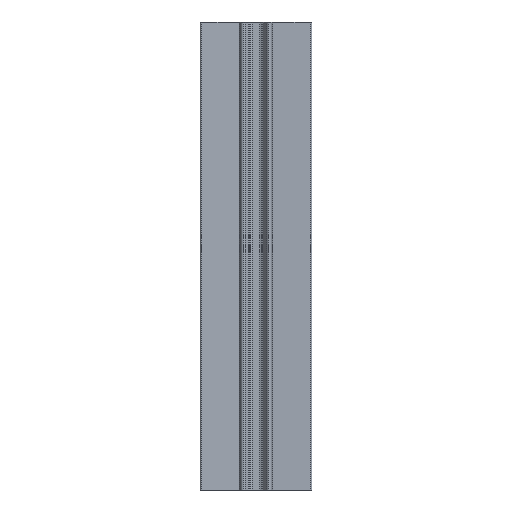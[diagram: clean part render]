
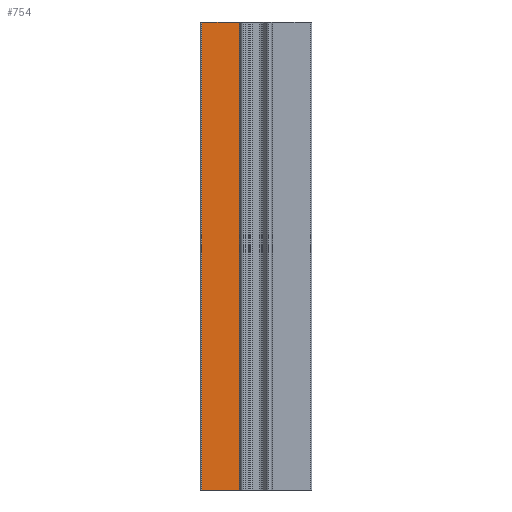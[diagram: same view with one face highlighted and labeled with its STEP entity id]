
A CAD part, front view. The second image highlights one B-rep face of the part: STEP entity #754.
In plain terms, the highlighted planar face has unit normal (0.036, -0.999, 0).
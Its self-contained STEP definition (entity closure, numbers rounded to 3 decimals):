
#12 = DIRECTION ( 'NONE',  ( 0.036, -0.999, 0. ) ) ;
#25 = DIRECTION ( 'NONE',  ( 0.999, 0.036, 0. ) ) ;
#40 = FACE_OUTER_BOUND ( 'NONE', #1493, .T. ) ;
#130 = ORIENTED_EDGE ( 'NONE', *, *, #2354, .T. ) ;
#148 = VERTEX_POINT ( 'NONE', #2330 ) ;
#149 = CARTESIAN_POINT ( 'NONE',  ( -4.09, 0., -120. ) ) ;
#310 = EDGE_CURVE ( 'NONE', #1418, #1494, #1234, .T. ) ;
#557 = LINE ( 'NONE', #149, #1041 ) ;
#754 = ADVANCED_FACE ( 'NONE', ( #40 ), #1620, .T. ) ;
#763 = ORIENTED_EDGE ( 'NONE', *, *, #1314, .T. ) ;
#817 = CARTESIAN_POINT ( 'NONE',  ( -4.09, 0., 0. ) ) ;
#832 = VECTOR ( 'NONE', #1359, 1000. ) ;
#1005 = DIRECTION ( 'NONE',  ( 0., 0., 1. ) ) ;
#1041 = VECTOR ( 'NONE', #2172, 1000. ) ;
#1139 = CARTESIAN_POINT ( 'NONE',  ( -3.188, 0.033, -120. ) ) ;
#1170 = ORIENTED_EDGE ( 'NONE', *, *, #2522, .F. ) ;
#1208 = AXIS2_PLACEMENT_3D ( 'NONE', #1831, #12, #25 ) ;
#1234 = LINE ( 'NONE', #817, #1258 ) ;
#1258 = VECTOR ( 'NONE', #1472, 1000. ) ;
#1314 = EDGE_CURVE ( 'NONE', #148, #1494, #1970, .T. ) ;
#1359 = DIRECTION ( 'NONE',  ( 0., 0., 1. ) ) ;
#1418 = VERTEX_POINT ( 'NONE', #1424 ) ;
#1424 = CARTESIAN_POINT ( 'NONE',  ( -13.937, -0.359, 0. ) ) ;
#1472 = DIRECTION ( 'NONE',  ( 0.999, 0.036, 0. ) ) ;
#1493 = EDGE_LOOP ( 'NONE', ( #130, #763, #1766, #1170 ) ) ;
#1494 = VERTEX_POINT ( 'NONE', #2103 ) ;
#1620 = PLANE ( 'NONE',  #1208 ) ;
#1766 = ORIENTED_EDGE ( 'NONE', *, *, #310, .F. ) ;
#1820 = VECTOR ( 'NONE', #1005, 1000. ) ;
#1831 = CARTESIAN_POINT ( 'NONE',  ( -4.09, 0., -120. ) ) ;
#1970 = LINE ( 'NONE', #1139, #832 ) ;
#1989 = VERTEX_POINT ( 'NONE', #2592 ) ;
#2103 = CARTESIAN_POINT ( 'NONE',  ( -3.188, 0.033, 0. ) ) ;
#2172 = DIRECTION ( 'NONE',  ( 0.999, 0.036, 0. ) ) ;
#2266 = CARTESIAN_POINT ( 'NONE',  ( -13.937, -0.359, -120. ) ) ;
#2330 = CARTESIAN_POINT ( 'NONE',  ( -3.188, 0.033, -120. ) ) ;
#2354 = EDGE_CURVE ( 'NONE', #1989, #148, #557, .T. ) ;
#2467 = LINE ( 'NONE', #2266, #1820 ) ;
#2522 = EDGE_CURVE ( 'NONE', #1989, #1418, #2467, .T. ) ;
#2592 = CARTESIAN_POINT ( 'NONE',  ( -13.937, -0.359, -120. ) ) ;
